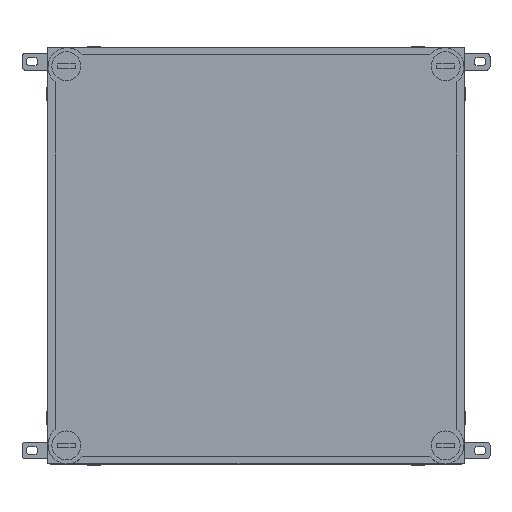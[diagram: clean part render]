
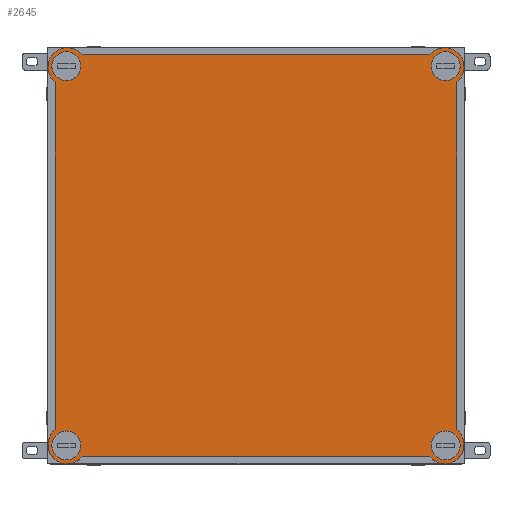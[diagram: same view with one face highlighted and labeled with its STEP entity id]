
A CAD part, top view. The second image highlights one B-rep face of the part: STEP entity #2645.
In plain terms, the highlighted planar face has unit normal (0, 0, 1).
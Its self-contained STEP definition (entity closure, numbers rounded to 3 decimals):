
#2645 = ADVANCED_FACE( '', ( #6732, #6733, #6734, #6735, #6736 ), #6737, .T. );
#6732 = FACE_BOUND( '', #13190, .T. );
#6733 = FACE_BOUND( '', #13191, .T. );
#6734 = FACE_BOUND( '', #13192, .T. );
#6735 = FACE_BOUND( '', #13193, .T. );
#6736 = FACE_OUTER_BOUND( '', #13194, .T. );
#6737 = PLANE( '', #13195 );
#13190 = EDGE_LOOP( '', ( #22574 ) );
#13191 = EDGE_LOOP( '', ( #22575 ) );
#13192 = EDGE_LOOP( '', ( #22576 ) );
#13193 = EDGE_LOOP( '', ( #22577 ) );
#13194 = EDGE_LOOP( '', ( #22578, #22579, #22580, #22581, #22582, #22583, #22584, #22585 ) );
#13195 = AXIS2_PLACEMENT_3D( '', #22586, #22587, #22588 );
#22574 = ORIENTED_EDGE( '', *, *, #37036, .F. );
#22575 = ORIENTED_EDGE( '', *, *, #37037, .F. );
#22576 = ORIENTED_EDGE( '', *, *, #37038, .F. );
#22577 = ORIENTED_EDGE( '', *, *, #37039, .F. );
#22578 = ORIENTED_EDGE( '', *, *, #35743, .T. );
#22579 = ORIENTED_EDGE( '', *, *, #37040, .T. );
#22580 = ORIENTED_EDGE( '', *, *, #37041, .T. );
#22581 = ORIENTED_EDGE( '', *, *, #37042, .T. );
#22582 = ORIENTED_EDGE( '', *, *, #37043, .F. );
#22583 = ORIENTED_EDGE( '', *, *, #37044, .T. );
#22584 = ORIENTED_EDGE( '', *, *, #37045, .F. );
#22585 = ORIENTED_EDGE( '', *, *, #37046, .T. );
#22586 = CARTESIAN_POINT( '', ( 0., 0., 55. ) );
#22587 = DIRECTION( '', ( 0., 0., 1. ) );
#22588 = DIRECTION( '', ( 1., 0., 0. ) );
#35743 = EDGE_CURVE( '', #42267, #42265, #42268, .T. );
#37036 = EDGE_CURVE( '', #44464, #44464, #44465, .T. );
#37037 = EDGE_CURVE( '', #44466, #44466, #44467, .T. );
#37038 = EDGE_CURVE( '', #44468, #44468, #44469, .T. );
#37039 = EDGE_CURVE( '', #44470, #44470, #44471, .T. );
#37040 = EDGE_CURVE( '', #42265, #44472, #44473, .T. );
#37041 = EDGE_CURVE( '', #44472, #44474, #44475, .T. );
#37042 = EDGE_CURVE( '', #44474, #44476, #44477, .T. );
#37043 = EDGE_CURVE( '', #44478, #44476, #44479, .T. );
#37044 = EDGE_CURVE( '', #44478, #44480, #44481, .T. );
#37045 = EDGE_CURVE( '', #44482, #44480, #44483, .T. );
#37046 = EDGE_CURVE( '', #44482, #42267, #44484, .T. );
#42265 = VERTEX_POINT( '', #51604 );
#42267 = VERTEX_POINT( '', #51607 );
#42268 = LINE( '', #51608, #51609 );
#44464 = VERTEX_POINT( '', #54501 );
#44465 = CIRCLE( '', #54502, 13. );
#44466 = VERTEX_POINT( '', #54503 );
#44467 = CIRCLE( '', #54504, 13. );
#44468 = VERTEX_POINT( '', #54505 );
#44469 = CIRCLE( '', #54506, 13. );
#44470 = VERTEX_POINT( '', #54507 );
#44471 = CIRCLE( '', #54508, 13. );
#44472 = VERTEX_POINT( '', #54509 );
#44473 = CIRCLE( '', #54510, 17.18 );
#44474 = VERTEX_POINT( '', #54511 );
#44475 = LINE( '', #54512, #54513 );
#44476 = VERTEX_POINT( '', #54514 );
#44477 = CIRCLE( '', #54515, 17.18 );
#44478 = VERTEX_POINT( '', #54516 );
#44479 = LINE( '', #54517, #54518 );
#44480 = VERTEX_POINT( '', #54519 );
#44481 = CIRCLE( '', #54520, 17.18 );
#44482 = VERTEX_POINT( '', #54521 );
#44483 = LINE( '', #54522, #54523 );
#44484 = CIRCLE( '', #54524, 17.18 );
#51604 = CARTESIAN_POINT( '', ( 30.561, 366.6, 55. ) );
#51607 = CARTESIAN_POINT( '', ( 342.439, 366.6, 55. ) );
#51608 = CARTESIAN_POINT( '', ( 373., 366.6, 55. ) );
#51609 = VECTOR( '', #63055, 1000. );
#54501 = CARTESIAN_POINT( '', ( 29.5, 356.5, 55. ) );
#54502 = AXIS2_PLACEMENT_3D( '', #64697, #64698, #64699 );
#54503 = CARTESIAN_POINT( '', ( 29.5, 16.5, 55. ) );
#54504 = AXIS2_PLACEMENT_3D( '', #64700, #64701, #64702 );
#54505 = CARTESIAN_POINT( '', ( 369.5, 16.5, 55. ) );
#54506 = AXIS2_PLACEMENT_3D( '', #64703, #64704, #64705 );
#54507 = CARTESIAN_POINT( '', ( 369.5, 356.5, 55. ) );
#54508 = AXIS2_PLACEMENT_3D( '', #64706, #64707, #64708 );
#54509 = CARTESIAN_POINT( '', ( 6.4, 342.439, 55. ) );
#54510 = AXIS2_PLACEMENT_3D( '', #64709, #64710, #64711 );
#54511 = CARTESIAN_POINT( '', ( 6.4, 30.561, 55. ) );
#54512 = CARTESIAN_POINT( '', ( 6.4, 373., 55. ) );
#54513 = VECTOR( '', #64712, 1000. );
#54514 = CARTESIAN_POINT( '', ( 30.561, 6.4, 55. ) );
#54515 = AXIS2_PLACEMENT_3D( '', #64713, #64714, #64715 );
#54516 = CARTESIAN_POINT( '', ( 342.439, 6.4, 55. ) );
#54517 = CARTESIAN_POINT( '', ( 373., 6.4, 55. ) );
#54518 = VECTOR( '', #64716, 1000. );
#54519 = CARTESIAN_POINT( '', ( 366.6, 30.561, 55. ) );
#54520 = AXIS2_PLACEMENT_3D( '', #64717, #64718, #64719 );
#54521 = CARTESIAN_POINT( '', ( 366.6, 342.439, 55. ) );
#54522 = CARTESIAN_POINT( '', ( 366.6, 373., 55. ) );
#54523 = VECTOR( '', #64720, 1000. );
#54524 = AXIS2_PLACEMENT_3D( '', #64721, #64722, #64723 );
#63055 = DIRECTION( '', ( -1., 0., 0. ) );
#64697 = CARTESIAN_POINT( '', ( 16.5, 356.5, 55. ) );
#64698 = DIRECTION( '', ( 0., 0., 1. ) );
#64699 = DIRECTION( '', ( 1., 0., 0. ) );
#64700 = CARTESIAN_POINT( '', ( 16.5, 16.5, 55. ) );
#64701 = DIRECTION( '', ( 0., 0., 1. ) );
#64702 = DIRECTION( '', ( 1., 0., 0. ) );
#64703 = CARTESIAN_POINT( '', ( 356.5, 16.5, 55. ) );
#64704 = DIRECTION( '', ( 0., 0., 1. ) );
#64705 = DIRECTION( '', ( 1., 0., 0. ) );
#64706 = CARTESIAN_POINT( '', ( 356.5, 356.5, 55. ) );
#64707 = DIRECTION( '', ( 0., 0., 1. ) );
#64708 = DIRECTION( '', ( 1., 0., 0. ) );
#64709 = CARTESIAN_POINT( '', ( 17.2, 355.8, 55. ) );
#64710 = DIRECTION( '', ( 0., 0., 1. ) );
#64711 = DIRECTION( '', ( 1., 0., 0. ) );
#64712 = DIRECTION( '', ( 0., -1., 0. ) );
#64713 = CARTESIAN_POINT( '', ( 17.2, 17.2, 55. ) );
#64714 = DIRECTION( '', ( 0., 0., 1. ) );
#64715 = DIRECTION( '', ( 1., 0., 0. ) );
#64716 = DIRECTION( '', ( -1., 0., 0. ) );
#64717 = CARTESIAN_POINT( '', ( 355.8, 17.2, 55. ) );
#64718 = DIRECTION( '', ( 0., 0., 1. ) );
#64719 = DIRECTION( '', ( 1., 0., 0. ) );
#64720 = DIRECTION( '', ( 0., -1., 0. ) );
#64721 = CARTESIAN_POINT( '', ( 355.8, 355.8, 55. ) );
#64722 = DIRECTION( '', ( 0., 0., 1. ) );
#64723 = DIRECTION( '', ( 1., 0., 0. ) );
